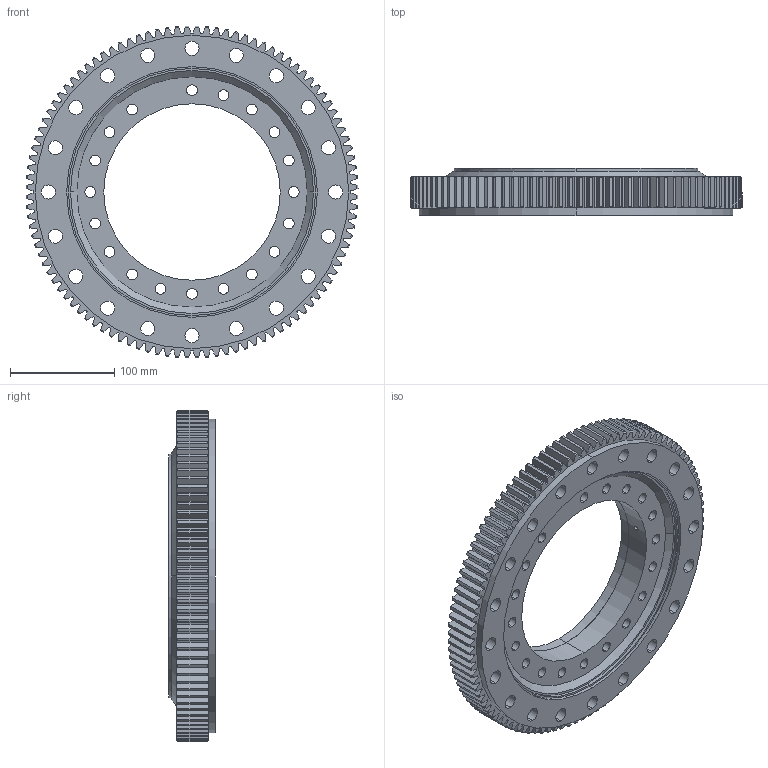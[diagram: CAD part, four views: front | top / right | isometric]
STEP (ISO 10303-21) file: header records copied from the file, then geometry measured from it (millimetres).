
FILE_DESCRIPTION (( 'STEP AP203' ), '1' );
FILE_NAME ('01-0235-00.STEP', '2017-12-26T09:02:42', ( 'defontaine' ), ( 'Hewlett-Packard Company' ), 'SwSTEP 2.0', 'SolidWorks 2016', '' );
FILE_SCHEMA (( 'CONFIG_CONTROL_DESIGN' ));
Length unit declared in the file: millimetre
Products named in the file (1): 01-0235-00
Bounding box: 317.93 x 45 x 317.93 mm (x, y, z)
Volume: 1573563.8 mm3; surface area: 354860.5 mm2
Topology: 5 solids, 5 shells, 778 faces, 2270 edges, 1503 vertices
Faces by surface type: cylinder 315, plane 223, cone 220, torus 18, sphere 2
Entity records: 26870 total; most frequent: CARTESIAN_POINT 6034, ORIENTED_EDGE 4522, DIRECTION 4281, EDGE_CURVE 2261, AXIS2_PLACEMENT_3D 1665, VERTEX_POINT 1500, LINE 951, VECTOR 951
